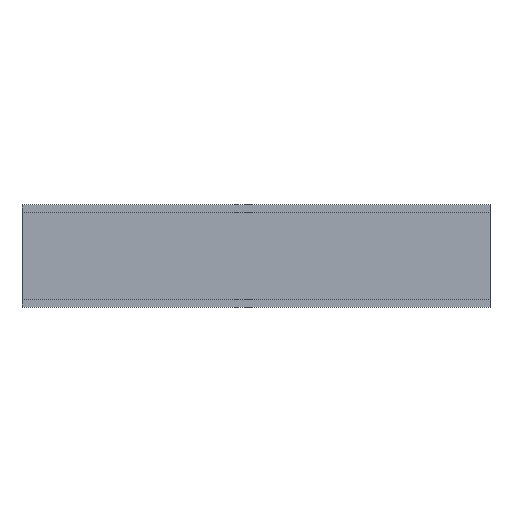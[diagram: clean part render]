
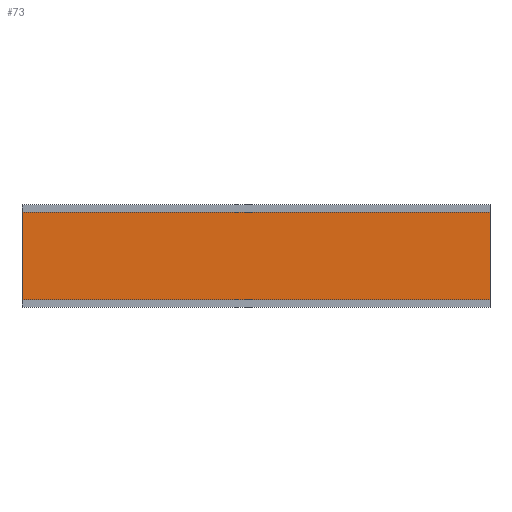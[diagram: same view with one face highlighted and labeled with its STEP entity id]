
A CAD part, front view. The second image highlights one B-rep face of the part: STEP entity #73.
In plain terms, the highlighted planar face has unit normal (0, -1, 0).
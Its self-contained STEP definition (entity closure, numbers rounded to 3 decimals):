
#5 = EDGE_LOOP ( 'NONE', ( #67, #168, #258, #250 ) ) ;
#10 = EDGE_CURVE ( 'NONE', #29, #245, #326, .T. ) ;
#19 = CARTESIAN_POINT ( 'NONE',  ( 0., 127.04, 26. ) ) ;
#29 = VERTEX_POINT ( 'NONE', #269 ) ;
#30 = DIRECTION ( 'NONE',  ( 0., 0., -1. ) ) ;
#36 = CARTESIAN_POINT ( 'NONE',  ( -0.004, 127.04, 26. ) ) ;
#47 = DIRECTION ( 'NONE',  ( 0., 0., -1. ) ) ;
#54 = DIRECTION ( 'NONE',  ( 1., 0., 0. ) ) ;
#67 = ORIENTED_EDGE ( 'NONE', *, *, #160, .T. ) ;
#73 = ADVANCED_FACE ( 'NONE', ( #234 ), #294, .F. ) ;
#123 = VECTOR ( 'NONE', #30, 1000. ) ;
#140 = VECTOR ( 'NONE', #47, 1000. ) ;
#160 = EDGE_CURVE ( 'NONE', #245, #175, #302, .T. ) ;
#168 = ORIENTED_EDGE ( 'NONE', *, *, #306, .F. ) ;
#175 = VERTEX_POINT ( 'NONE', #271 ) ;
#205 = CARTESIAN_POINT ( 'NONE',  ( -128.25, 127.04, 26. ) ) ;
#228 = EDGE_CURVE ( 'NONE', #29, #316, #301, .T. ) ;
#234 = FACE_OUTER_BOUND ( 'NONE', #5, .T. ) ;
#242 = CARTESIAN_POINT ( 'NONE',  ( -128.25, 127.04, 2. ) ) ;
#245 = VERTEX_POINT ( 'NONE', #242 ) ;
#246 = DIRECTION ( 'NONE',  ( 1., 0., 0. ) ) ;
#248 = CARTESIAN_POINT ( 'NONE',  ( -0.004, 127.04, 26. ) ) ;
#250 = ORIENTED_EDGE ( 'NONE', *, *, #10, .T. ) ;
#253 = VECTOR ( 'NONE', #246, 1000. ) ;
#258 = ORIENTED_EDGE ( 'NONE', *, *, #228, .F. ) ;
#269 = CARTESIAN_POINT ( 'NONE',  ( -128.25, 127.04, 26. ) ) ;
#271 = CARTESIAN_POINT ( 'NONE',  ( -0.004, 127.04, 2. ) ) ;
#281 = LINE ( 'NONE', #36, #123 ) ;
#292 = DIRECTION ( 'NONE',  ( 0., 0., 1. ) ) ;
#294 = PLANE ( 'NONE',  #330 ) ;
#301 = LINE ( 'NONE', #19, #353 ) ;
#302 = LINE ( 'NONE', #364, #253 ) ;
#306 = EDGE_CURVE ( 'NONE', #316, #175, #281, .T. ) ;
#316 = VERTEX_POINT ( 'NONE', #248 ) ;
#320 = DIRECTION ( 'NONE',  ( 0., 1., 0. ) ) ;
#326 = LINE ( 'NONE', #205, #140 ) ;
#330 = AXIS2_PLACEMENT_3D ( 'NONE', #351, #320, #292 ) ;
#351 = CARTESIAN_POINT ( 'NONE',  ( 0., 127.04, 26. ) ) ;
#353 = VECTOR ( 'NONE', #54, 1000. ) ;
#364 = CARTESIAN_POINT ( 'NONE',  ( 0., 127.04, 2. ) ) ;
